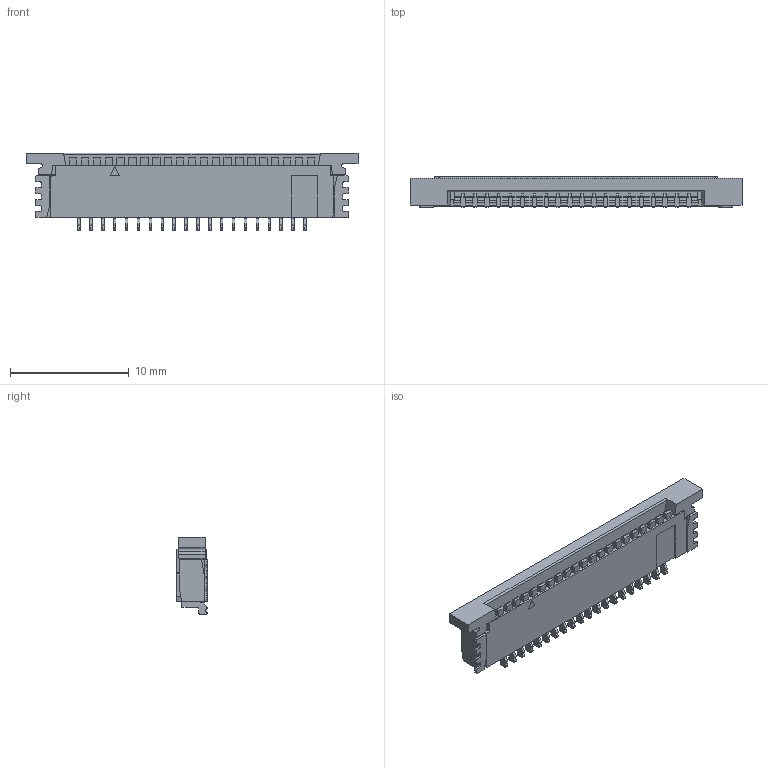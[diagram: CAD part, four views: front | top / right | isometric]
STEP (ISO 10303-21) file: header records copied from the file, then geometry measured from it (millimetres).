
FILE_DESCRIPTION((''),'2;1');
FILE_NAME('C-2-84952-0','2009-05-28T',('workeradm'),(''),'PRO/ENGINEER BY PARAMETRIC TECHNOLOGY CORPORATION, 2008380','PRO/ENGINEER BY PARAMETRIC TECHNOLOGY CORPORATION, 2008380','');
FILE_SCHEMA(('AUTOMOTIVE_DESIGN { 1 0 10303 214 1 1 1 1 }'));
Length unit declared in the file: millimetre
Products named in the file (1): C-2-84952-0
Bounding box: 27.92 x 2.56 x 6.54 mm (x, y, z)
Volume: 273.2 mm3; surface area: 819.3 mm2
Topology: 1 solids, 1 shells, 927 faces, 2718 edges, 1790 vertices
Faces by surface type: plane 621, cylinder 306
Entity records: 30786 total; most frequent: CARTESIAN_POINT 5452, ORIENTED_EDGE 5436, DIRECTION 5180, EDGE_CURVE 2718, VECTOR 2106, LINE 2106, VERTEX_POINT 1790, AXIS2_PLACEMENT_3D 1537
